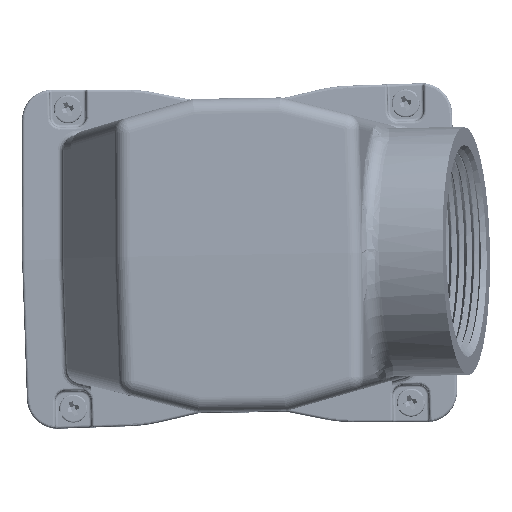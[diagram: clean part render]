
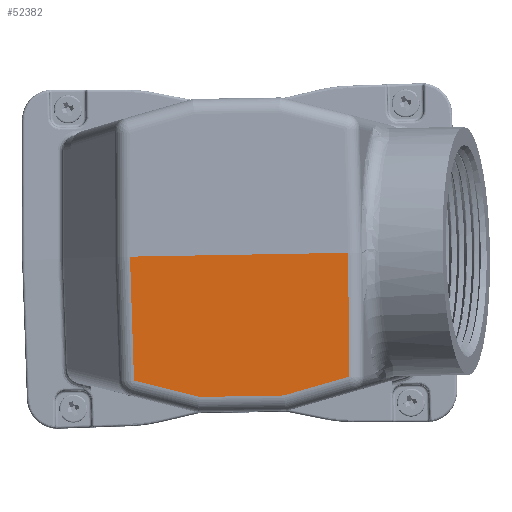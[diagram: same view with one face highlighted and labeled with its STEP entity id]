
A CAD part, top view. The second image highlights one B-rep face of the part: STEP entity #52382.
In plain terms, the highlighted planar face has unit normal (0, -0.018, 1).
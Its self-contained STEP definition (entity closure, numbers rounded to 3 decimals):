
#52382=ADVANCED_FACE('',(#64249),#60834,.T.);
#60834=PLANE('',#195161);
#64249=FACE_OUTER_BOUND('',#73167,.T.);
#73167=EDGE_LOOP('',(#98063,#98064,#98065,#98066,#98067,#98068));
#98063=ORIENTED_EDGE('',*,*,#153275,.T.);
#98064=ORIENTED_EDGE('',*,*,#153277,.T.);
#98065=ORIENTED_EDGE('',*,*,#154798,.T.);
#98066=ORIENTED_EDGE('',*,*,#154632,.T.);
#98067=ORIENTED_EDGE('',*,*,#154636,.T.);
#98068=ORIENTED_EDGE('',*,*,#154685,.F.);
#138356=VERTEX_POINT('',#256047);
#138357=VERTEX_POINT('',#256049);
#138358=VERTEX_POINT('',#256056);
#139254=VERTEX_POINT('',#262949);
#139255=VERTEX_POINT('',#262951);
#139256=VERTEX_POINT('',#262971);
#153275=EDGE_CURVE('',#138357,#138356,#175169,.T.);
#153277=EDGE_CURVE('',#138356,#138358,#175170,.T.);
#154632=EDGE_CURVE('',#139255,#139254,#175918,.T.);
#154636=EDGE_CURVE('',#139254,#139256,#175919,.T.);
#154685=EDGE_CURVE('',#138357,#139256,#175938,.T.);
#154798=EDGE_CURVE('',#138358,#139255,#176001,.T.);
#175169=LINE('',#256048,#184790);
#175170=LINE('',#256055,#184791);
#175918=LINE('',#262950,#185539);
#175919=LINE('',#262972,#185540);
#175938=LINE('',#263345,#185559);
#176001=LINE('',#263648,#185622);
#184790=VECTOR('',#208537,1.);
#184791=VECTOR('',#208540,1.);
#185539=VECTOR('',#210858,1.);
#185540=VECTOR('',#210865,1.);
#185559=VECTOR('',#210934,1.);
#185622=VECTOR('',#211139,1.);
#195161=AXIS2_PLACEMENT_3D('',#263649,#211140,#211141);
#208537=DIRECTION('',(0.032,-0.999,-0.017));
#208540=DIRECTION('',(0.97,-0.243,-0.004));
#210858=DIRECTION('',(0.961,0.277,0.005));
#210865=DIRECTION('',(-0.003,1.,0.017));
#210934=DIRECTION('',(1.,0.018,0.));
#211139=DIRECTION('',(1.,0.018,0.));
#211140=DIRECTION('',(0.,-0.017,1.));
#211141=DIRECTION('',(1.,0.018,0.));
#256047=CARTESIAN_POINT('',(148.733,-21.588,147.984));
#256048=CARTESIAN_POINT('',(147.959,2.618,148.407));
#256049=CARTESIAN_POINT('',(147.959,2.618,148.407));
#256055=CARTESIAN_POINT('',(148.733,-21.588,147.984));
#256056=CARTESIAN_POINT('',(161.576,-24.799,147.929));
#262949=CARTESIAN_POINT('',(190.703,-20.85,148.001));
#262950=CARTESIAN_POINT('',(177.981,-24.51,147.935));
#262951=CARTESIAN_POINT('',(177.981,-24.51,147.935));
#262971=CARTESIAN_POINT('',(190.625,3.369,148.424));
#262972=CARTESIAN_POINT('',(190.703,-20.85,148.001));
#263345=CARTESIAN_POINT('',(147.959,2.618,148.407));
#263648=CARTESIAN_POINT('',(161.576,-24.799,147.929));
#263649=CARTESIAN_POINT('',(145.487,2.575,148.406));
